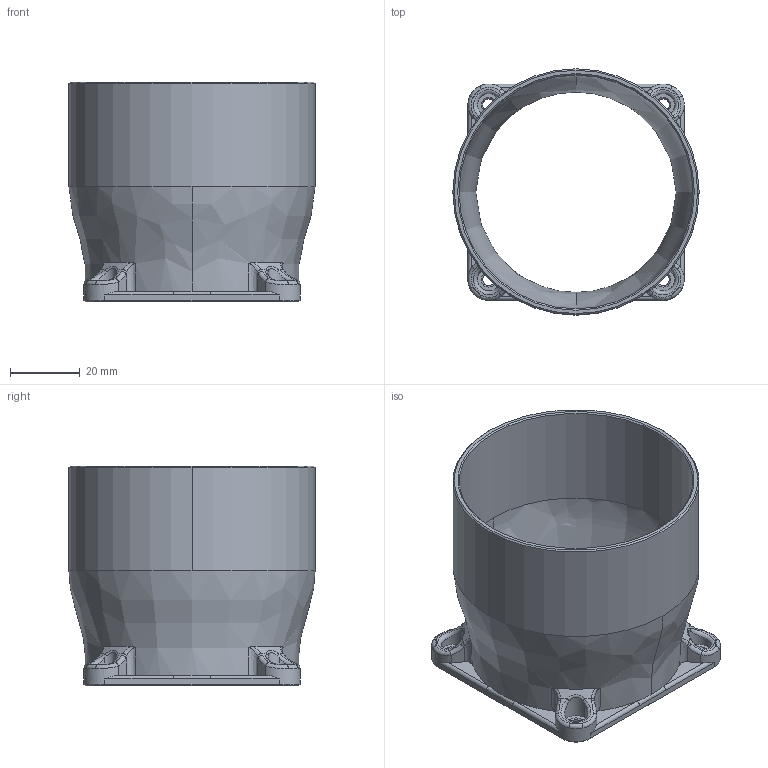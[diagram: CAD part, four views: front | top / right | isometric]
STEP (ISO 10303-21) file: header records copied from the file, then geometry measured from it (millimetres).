
FILE_DESCRIPTION (( 'STEP AP214' ), '1' );
FILE_NAME ('60mm Fan Adaptor.STEP', '2021-10-10T07:09:36', ( '' ), ( '' ), 'SwSTEP 2.0', 'SolidWorks 2019', '' );
FILE_SCHEMA (( 'AUTOMOTIVE_DESIGN' ));
Length unit declared in the file: millimetre
Products named in the file (1): 60mm Fan Adaptor
Bounding box: 70.54 x 70.54 x 63 mm (x, y, z)
Volume: 27155.4 mm3; surface area: 29052.9 mm2
Topology: 1 solids, 1 shells, 165 faces, 414 edges, 252 vertices
Faces by surface type: bspline 56, cylinder 36, plane 35, cone 30, torus 8
Entity records: 8284 total; most frequent: CARTESIAN_POINT 4704, ORIENTED_EDGE 828, DIRECTION 638, EDGE_CURVE 414, AXIS2_PLACEMENT_3D 268, VERTEX_POINT 252, EDGE_LOOP 176, FACE_OUTER_BOUND 165
